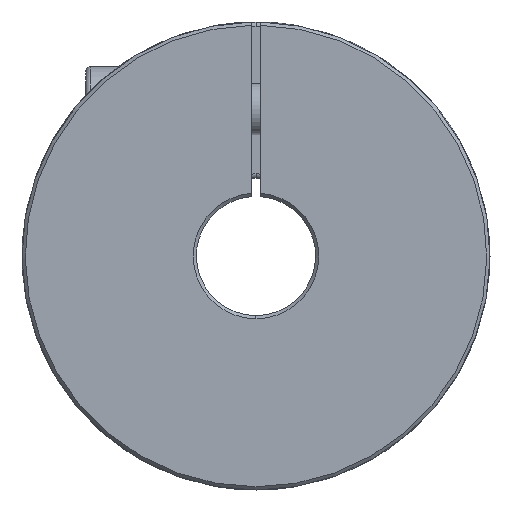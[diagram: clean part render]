
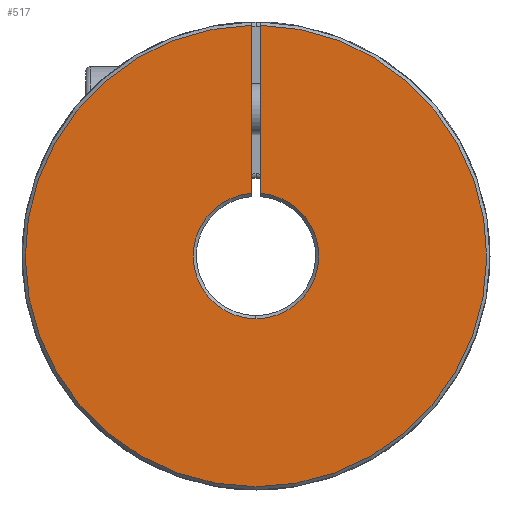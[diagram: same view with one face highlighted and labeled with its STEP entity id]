
A CAD part, left-side view. The second image highlights one B-rep face of the part: STEP entity #517.
In plain terms, the highlighted planar face has unit normal (-1, 0, 0).
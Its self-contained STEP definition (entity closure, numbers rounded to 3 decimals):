
#287 = EDGE_CURVE ( 'NONE', #722, #723, #4406, .T. ) ;
#517 = ADVANCED_FACE ( 'NONE', ( #4831 ), #5794, .T. ) ;
#722 = VERTEX_POINT ( 'NONE', #6004 ) ;
#723 = VERTEX_POINT ( 'NONE', #6005 ) ;
#762 = VERTEX_POINT ( 'NONE', #6044 ) ;
#763 = VERTEX_POINT ( 'NONE', #6045 ) ;
#764 = VERTEX_POINT ( 'NONE', #6046 ) ;
#1526 = CARTESIAN_POINT ( 'NONE',  ( -39., 0., 0. ) ) ;
#1527 = DIRECTION ( 'NONE',  ( -1., 0., 0. ) ) ;
#1528 = DIRECTION ( 'NONE',  ( 0., 0., -1. ) ) ;
#2658 = EDGE_CURVE ( 'NONE', #763, #764, #4893, .T. ) ;
#2661 = EDGE_CURVE ( 'NONE', #763, #722, #6704, .T. ) ;
#2662 = EDGE_CURVE ( 'NONE', #762, #764, #6706, .T. ) ;
#2663 = EDGE_CURVE ( 'NONE', #723, #762, #4889, .T. ) ;
#3048 = ORIENTED_EDGE ( 'NONE', *, *, #2663, .F. ) ;
#3049 = ORIENTED_EDGE ( 'NONE', *, *, #287, .F. ) ;
#3050 = ORIENTED_EDGE ( 'NONE', *, *, #2661, .F. ) ;
#3051 = ORIENTED_EDGE ( 'NONE', *, *, #2658, .T. ) ;
#3052 = ORIENTED_EDGE ( 'NONE', *, *, #2662, .F. ) ;
#3992 = EDGE_LOOP ( 'NONE', ( #3048, #3049, #3050, #3051, #3052 ) ) ;
#4406 = CIRCLE ( 'NONE', #4935, 7.381 ) ;
#4831 = FACE_OUTER_BOUND ( 'NONE', #3992, .T. ) ;
#4889 = LINE ( 'NONE', #6371, #4895 ) ;
#4891 = VECTOR ( 'NONE', #6359, 1000. ) ;
#4893 = LINE ( 'NONE', #6358, #4891 ) ;
#4895 = VECTOR ( 'NONE', #6372, 1000. ) ;
#4935 = AXIS2_PLACEMENT_3D ( 'NONE', #1526, #1527, #1528 ) ;
#5152 = AXIS2_PLACEMENT_3D ( 'NONE', #5793, #5799, #5800 ) ;
#5183 = AXIS2_PLACEMENT_3D ( 'NONE', #6367, #6369, #6370 ) ;
#5185 = AXIS2_PLACEMENT_3D ( 'NONE', #6364, #6365, #6366 ) ;
#5793 = CARTESIAN_POINT ( 'NONE',  ( -39., 0., 0. ) ) ;
#5794 = PLANE ( 'NONE',  #5152 ) ;
#5799 = DIRECTION ( 'NONE',  ( -1., 0., 0. ) ) ;
#5800 = DIRECTION ( 'NONE',  ( 0., 0., -1. ) ) ;
#6004 = CARTESIAN_POINT ( 'NONE',  ( -39., 0., -7.381 ) ) ;
#6005 = CARTESIAN_POINT ( 'NONE',  ( -39., -0.5, 7.364 ) ) ;
#6044 = CARTESIAN_POINT ( 'NONE',  ( -39., -0.5, 27.114 ) ) ;
#6045 = CARTESIAN_POINT ( 'NONE',  ( -39., 0.5, 7.364 ) ) ;
#6046 = CARTESIAN_POINT ( 'NONE',  ( -39., 0.5, 27.114 ) ) ;
#6358 = CARTESIAN_POINT ( 'NONE',  ( -39., 0.5, 0. ) ) ;
#6359 = DIRECTION ( 'NONE',  ( 0., 0., 1. ) ) ;
#6364 = CARTESIAN_POINT ( 'NONE',  ( -39., 0., 0. ) ) ;
#6365 = DIRECTION ( 'NONE',  ( -1., 0., 0. ) ) ;
#6366 = DIRECTION ( 'NONE',  ( 0., 0., -1. ) ) ;
#6367 = CARTESIAN_POINT ( 'NONE',  ( -39., 0., 0. ) ) ;
#6369 = DIRECTION ( 'NONE',  ( 1., 0., 0. ) ) ;
#6370 = DIRECTION ( 'NONE',  ( 0., 0., -1. ) ) ;
#6371 = CARTESIAN_POINT ( 'NONE',  ( -39., -0.5, 0. ) ) ;
#6372 = DIRECTION ( 'NONE',  ( 0., 0., 1. ) ) ;
#6704 = CIRCLE ( 'NONE', #5185, 7.381 ) ;
#6706 = CIRCLE ( 'NONE', #5183, 27.119 ) ;
